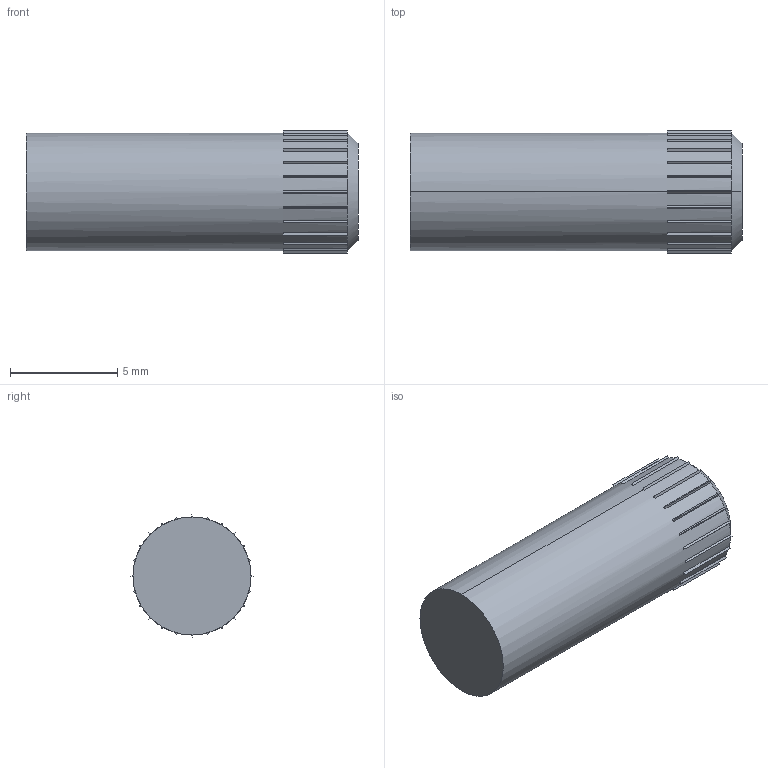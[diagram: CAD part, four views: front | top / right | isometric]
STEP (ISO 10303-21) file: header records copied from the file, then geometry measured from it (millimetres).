
FILE_DESCRIPTION (( 'STEP AP214' ), '1' );
FILE_NAME ('ServoMotorRod.step', '2022-07-16T15:44:11', ( 'Windows User' ), ( '' ), 'SwSTEP 2.0', 'SolidWorks 2022', '' );
FILE_SCHEMA (( 'AUTOMOTIVE_DESIGN' ));
Length unit declared in the file: centimetre
Products named in the file (1): ServoMotorRod
Bounding box: 15.5 x 5.7 x 5.7 mm (x, y, z)
Volume: 366.6 mm3; surface area: 318.6 mm2
Topology: 1 solids, 1 shells, 102 faces, 252 edges, 152 vertices
Faces by surface type: plane 98, cone 2, cylinder 2
Entity records: 3006 total; most frequent: DIRECTION 538, CARTESIAN_POINT 507, ORIENTED_EDGE 504, EDGE_CURVE 252, AXIS2_PLACEMENT_3D 183, LINE 172, VECTOR 172, VERTEX_POINT 152
